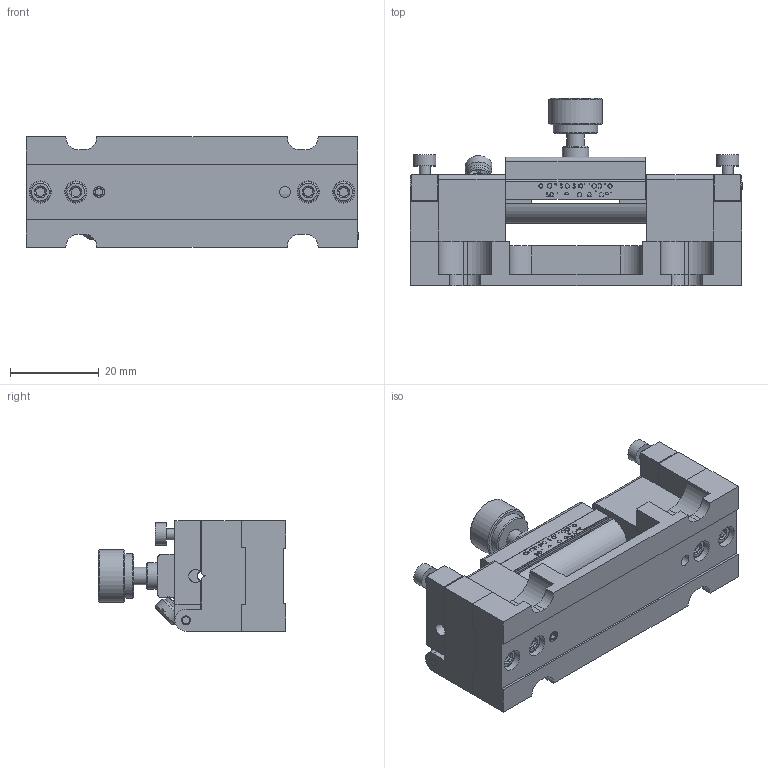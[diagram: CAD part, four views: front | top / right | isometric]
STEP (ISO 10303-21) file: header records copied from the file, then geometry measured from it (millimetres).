
FILE_DESCRIPTION (( 'STEP AP203' ), '1' );
FILE_NAME ('519501.STEP', '2024-06-04T05:55:11', ( 'Windows User' ), ( 'P R C' ), 'SwSTEP 2.0', 'SolidWorks 2020', '' );
FILE_SCHEMA (( 'CONFIG_CONTROL_DESIGN' ));
Length unit declared in the file: millimetre
Products named in the file (1): 519501
Bounding box: 75 x 42.3 x 25 mm (x, y, z)
Surface area: 16203.2 mm2 (no closed solid volume)
Topology: 0 solids, 30 shells, 374 faces, 1273 edges, 940 vertices
Faces by surface type: plane 244, cylinder 79, cone 27, bspline 24
Full cylindrical faces by diameter (mm): 1.5 x3, 1.99 x4, 2.1 x1, 2.5 x4, 3.2 x4, 3.5 x1, 4 x1, 5 x9, 6 x2, 10 x1, 12 x1
Entity records: 20457 total; most frequent: CARTESIAN_POINT 10457, ORIENTED_EDGE 2079, DIRECTION 1624, EDGE_CURVE 1194, VERTEX_POINT 917, VECTOR 584, LINE 584, AXIS2_PLACEMENT_3D 520
